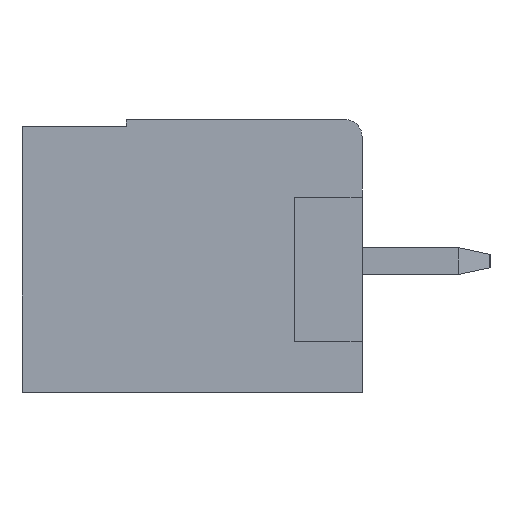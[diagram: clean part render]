
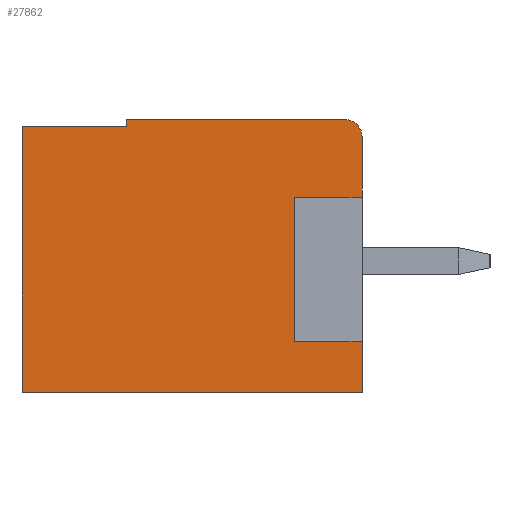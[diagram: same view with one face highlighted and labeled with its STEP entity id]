
A CAD part, left-side view. The second image highlights one B-rep face of the part: STEP entity #27862.
In plain terms, the highlighted planar face has unit normal (-1, 0, 0).
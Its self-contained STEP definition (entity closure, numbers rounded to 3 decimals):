
#209 = CARTESIAN_POINT ( 'NONE',  ( 0., 7., 7.9 ) ) ;
#293 = ORIENTED_EDGE ( 'NONE', *, *, #13821, .F. ) ;
#817 = CARTESIAN_POINT ( 'NONE',  ( 0., 10.1, 8.1 ) ) ;
#1297 = CARTESIAN_POINT ( 'NONE',  ( 0., 0., 7.6 ) ) ;
#1407 = DIRECTION ( 'NONE',  ( 0., -1., 0. ) ) ;
#3078 = LINE ( 'NONE', #21841, #26903 ) ;
#3201 = EDGE_CURVE ( 'NONE', #23788, #10600, #41492, .T. ) ;
#3216 = ORIENTED_EDGE ( 'NONE', *, *, #28681, .T. ) ;
#3550 = LINE ( 'NONE', #33250, #20688 ) ;
#5614 = DIRECTION ( 'NONE',  ( 1., 0., 0. ) ) ;
#5668 = ORIENTED_EDGE ( 'NONE', *, *, #27287, .F. ) ;
#6052 = CARTESIAN_POINT ( 'NONE',  ( 0., 0.5, 7.6 ) ) ;
#6063 = EDGE_CURVE ( 'NONE', #24390, #17442, #22592, .T. ) ;
#6189 = ORIENTED_EDGE ( 'NONE', *, *, #8399, .F. ) ;
#6369 = CARTESIAN_POINT ( 'NONE',  ( 0., 2., 5.8 ) ) ;
#6487 = CARTESIAN_POINT ( 'NONE',  ( 0., 10.1, 7.9 ) ) ;
#6532 = LINE ( 'NONE', #817, #18186 ) ;
#6654 = VERTEX_POINT ( 'NONE', #17099 ) ;
#7627 = VECTOR ( 'NONE', #13052, 1000. ) ;
#8399 = EDGE_CURVE ( 'NONE', #41377, #22104, #3078, .T. ) ;
#9155 = VECTOR ( 'NONE', #16890, 1000. ) ;
#10282 = CARTESIAN_POINT ( 'NONE',  ( 0., 0., 8.1 ) ) ;
#10466 = EDGE_CURVE ( 'NONE', #25592, #42805, #43556, .T. ) ;
#10600 = VERTEX_POINT ( 'NONE', #17055 ) ;
#13052 = DIRECTION ( 'NONE',  ( 0., 0., 1. ) ) ;
#13369 = LINE ( 'NONE', #6487, #45904 ) ;
#13821 = EDGE_CURVE ( 'NONE', #25592, #30558, #3550, .T. ) ;
#14280 = LINE ( 'NONE', #35673, #15040 ) ;
#14449 = ORIENTED_EDGE ( 'NONE', *, *, #3201, .F. ) ;
#15040 = VECTOR ( 'NONE', #32285, 1000. ) ;
#15644 = VECTOR ( 'NONE', #29883, 1000. ) ;
#16853 = EDGE_CURVE ( 'NONE', #30558, #23788, #28549, .T. ) ;
#16890 = DIRECTION ( 'NONE',  ( 0., 0., -1. ) ) ;
#17055 = CARTESIAN_POINT ( 'NONE',  ( 0., 0., 1.5 ) ) ;
#17099 = CARTESIAN_POINT ( 'NONE',  ( 0., 0., 0. ) ) ;
#17192 = CARTESIAN_POINT ( 'NONE',  ( 0., 0., 8.1 ) ) ;
#17442 = VERTEX_POINT ( 'NONE', #35176 ) ;
#17665 = VERTEX_POINT ( 'NONE', #33665 ) ;
#18186 = VECTOR ( 'NONE', #34852, 1000. ) ;
#19056 = CARTESIAN_POINT ( 'NONE',  ( 0., 2., 5.8 ) ) ;
#20509 = CARTESIAN_POINT ( 'NONE',  ( 0., 10.1, 8.1 ) ) ;
#20688 = VECTOR ( 'NONE', #34661, 1000. ) ;
#20962 = DIRECTION ( 'NONE',  ( -1., 0., 0. ) ) ;
#21500 = AXIS2_PLACEMENT_3D ( 'NONE', #6052, #20962, #46885 ) ;
#21841 = CARTESIAN_POINT ( 'NONE',  ( 0., 10.1, 8.1 ) ) ;
#22104 = VERTEX_POINT ( 'NONE', #45294 ) ;
#22410 = CARTESIAN_POINT ( 'NONE',  ( 0., 7., 7.9 ) ) ;
#22592 = LINE ( 'NONE', #209, #15644 ) ;
#23788 = VERTEX_POINT ( 'NONE', #31083 ) ;
#24122 = FACE_OUTER_BOUND ( 'NONE', #37749, .T. ) ;
#24390 = VERTEX_POINT ( 'NONE', #22410 ) ;
#24586 = ORIENTED_EDGE ( 'NONE', *, *, #33232, .T. ) ;
#25592 = VERTEX_POINT ( 'NONE', #35440 ) ;
#26903 = VECTOR ( 'NONE', #36632, 1000. ) ;
#27287 = EDGE_CURVE ( 'NONE', #22104, #24390, #13369, .T. ) ;
#27862 = ADVANCED_FACE ( 'NONE', ( #24122 ), #38905, .F. ) ;
#28549 = LINE ( 'NONE', #6369, #9155 ) ;
#28681 = EDGE_CURVE ( 'NONE', #41377, #6654, #14280, .T. ) ;
#28892 = ORIENTED_EDGE ( 'NONE', *, *, #16853, .F. ) ;
#29273 = EDGE_CURVE ( 'NONE', #17442, #17665, #6532, .T. ) ;
#29410 = ORIENTED_EDGE ( 'NONE', *, *, #29273, .F. ) ;
#29883 = DIRECTION ( 'NONE',  ( 0., 0., 1. ) ) ;
#29941 = VECTOR ( 'NONE', #1407, 1000. ) ;
#30558 = VERTEX_POINT ( 'NONE', #19056 ) ;
#30864 = CARTESIAN_POINT ( 'NONE',  ( 0., 0., 1.5 ) ) ;
#31083 = CARTESIAN_POINT ( 'NONE',  ( 0., 2., 1.5 ) ) ;
#31245 = ORIENTED_EDGE ( 'NONE', *, *, #34690, .T. ) ;
#32072 = ORIENTED_EDGE ( 'NONE', *, *, #10466, .T. ) ;
#32250 = ORIENTED_EDGE ( 'NONE', *, *, #6063, .F. ) ;
#32285 = DIRECTION ( 'NONE',  ( 0., -1., 0. ) ) ;
#33232 = EDGE_CURVE ( 'NONE', #42805, #17665, #42403, .T. ) ;
#33250 = CARTESIAN_POINT ( 'NONE',  ( 0., 0., 5.8 ) ) ;
#33665 = CARTESIAN_POINT ( 'NONE',  ( 0., 0.5, 8.1 ) ) ;
#34661 = DIRECTION ( 'NONE',  ( 0., 1., 0. ) ) ;
#34690 = EDGE_CURVE ( 'NONE', #6654, #10600, #35646, .T. ) ;
#34852 = DIRECTION ( 'NONE',  ( 0., -1., 0. ) ) ;
#35176 = CARTESIAN_POINT ( 'NONE',  ( 0., 7., 8.1 ) ) ;
#35312 = DIRECTION ( 'NONE',  ( 0., 0., -1. ) ) ;
#35440 = CARTESIAN_POINT ( 'NONE',  ( 0., 0., 5.8 ) ) ;
#35646 = LINE ( 'NONE', #17192, #7627 ) ;
#35673 = CARTESIAN_POINT ( 'NONE',  ( 0., 10.1, 0. ) ) ;
#35922 = VECTOR ( 'NONE', #39892, 1000. ) ;
#36632 = DIRECTION ( 'NONE',  ( 0., 0., 1. ) ) ;
#37749 = EDGE_LOOP ( 'NONE', ( #32072, #24586, #29410, #32250, #5668, #6189, #3216, #31245, #14449, #28892, #293 ) ) ;
#38905 = PLANE ( 'NONE',  #45099 ) ;
#39892 = DIRECTION ( 'NONE',  ( 0., 0., 1. ) ) ;
#41377 = VERTEX_POINT ( 'NONE', #44377 ) ;
#41492 = LINE ( 'NONE', #30864, #29941 ) ;
#42403 = CIRCLE ( 'NONE', #21500, 0.5 ) ;
#42805 = VERTEX_POINT ( 'NONE', #1297 ) ;
#43229 = DIRECTION ( 'NONE',  ( 0., -1., 0. ) ) ;
#43556 = LINE ( 'NONE', #10282, #35922 ) ;
#44377 = CARTESIAN_POINT ( 'NONE',  ( 0., 10.1, 0. ) ) ;
#45099 = AXIS2_PLACEMENT_3D ( 'NONE', #20509, #5614, #35312 ) ;
#45294 = CARTESIAN_POINT ( 'NONE',  ( 0., 10.1, 7.9 ) ) ;
#45904 = VECTOR ( 'NONE', #43229, 1000. ) ;
#46885 = DIRECTION ( 'NONE',  ( 0., 0., -1. ) ) ;
